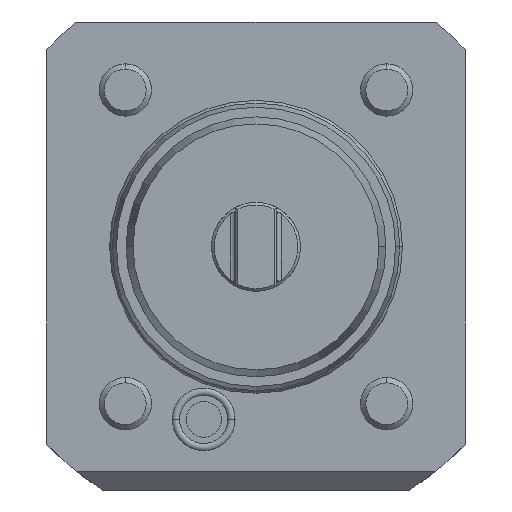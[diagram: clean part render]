
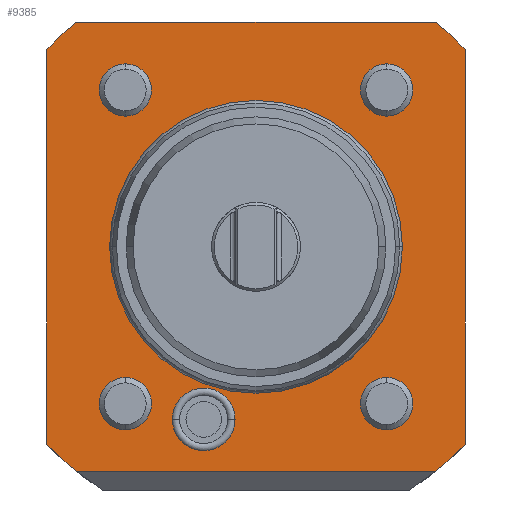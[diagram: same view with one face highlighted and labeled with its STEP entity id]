
A CAD part, front view. The second image highlights one B-rep face of the part: STEP entity #9385.
In plain terms, the highlighted planar face has unit normal (0, -1, 0).
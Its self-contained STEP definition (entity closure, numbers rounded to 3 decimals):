
#2991=CARTESIAN_POINT('',(0.,0.,0.));
#2992=DIRECTION('',(0.,-1.,0.));
#2993=DIRECTION('',(-0.727,0.,-0.686));
#2994=AXIS2_PLACEMENT_3D('',#2991,#2992,#2993);
#2996=DIRECTION('',(0.,0.,-1.));
#2997=VECTOR('',#2996,75.498);
#2998=CARTESIAN_POINT('',(-40.,0.,37.749));
#2999=LINE('',#2998,#2997);
#3000=CARTESIAN_POINT('',(0.,0.,0.));
#3001=DIRECTION('',(0.,-1.,0.));
#3002=DIRECTION('',(-0.624,0.,0.782));
#3003=AXIS2_PLACEMENT_3D('',#3000,#3001,#3002);
#3005=DIRECTION('',(-1.,0.,0.));
#3006=VECTOR('',#3005,68.586);
#3007=CARTESIAN_POINT('',(34.293,0.,43.));
#3008=LINE('',#3007,#3006);
#3009=CARTESIAN_POINT('',(0.,0.,0.));
#3010=DIRECTION('',(0.,-1.,0.));
#3011=DIRECTION('',(0.727,0.,0.686));
#3012=AXIS2_PLACEMENT_3D('',#3009,#3010,#3011);
#3014=DIRECTION('',(0.,0.,1.));
#3015=VECTOR('',#3014,75.498);
#3016=CARTESIAN_POINT('',(40.,0.,-37.749));
#3017=LINE('',#3016,#3015);
#3018=CARTESIAN_POINT('',(0.,0.,0.));
#3019=DIRECTION('',(0.,-1.,0.));
#3020=DIRECTION('',(0.625,0.,-0.781));
#3021=AXIS2_PLACEMENT_3D('',#3018,#3019,#3020);
#3029=DIRECTION('',(1.,0.,0.));
#3030=VECTOR('',#3029,68.74);
#3031=CARTESIAN_POINT('',(-34.37,0.,
-42.938));
#3032=LINE('',#3031,#3030);
#3044=CARTESIAN_POINT('',(-10.,0.,-33.));
#3045=DIRECTION('',(0.,1.,0.));
#3046=DIRECTION('',(-1.,0.,0.));
#3047=AXIS2_PLACEMENT_3D('',#3044,#3045,#3046);
#3069=CARTESIAN_POINT('',(-10.,0.,-33.));
#3070=DIRECTION('',(0.,1.,0.));
#3071=DIRECTION('',(1.,0.,0.));
#3072=AXIS2_PLACEMENT_3D('',#3069,#3070,#3071);
#3097=CARTESIAN_POINT('',(0.,0.,0.));
#3098=DIRECTION('',(0.,1.,0.));
#3099=DIRECTION('',(0.,0.,-1.));
#3100=AXIS2_PLACEMENT_3D('',#3097,#3098,#3099);
#3102=CARTESIAN_POINT('',(0.,0.,0.));
#3103=DIRECTION('',(0.,1.,0.));
#3104=DIRECTION('',(0.,0.,1.));
#3105=AXIS2_PLACEMENT_3D('',#3102,#3103,#3104);
#3743=CARTESIAN_POINT('',(25.,0.,30.));
#3744=DIRECTION('',(0.,1.,0.));
#3745=DIRECTION('',(0.,0.,-1.));
#3746=AXIS2_PLACEMENT_3D('',#3743,#3744,#3745);
#3748=CARTESIAN_POINT('',(25.,0.,30.));
#3749=DIRECTION('',(0.,1.,0.));
#3750=DIRECTION('',(0.,0.,1.));
#3751=AXIS2_PLACEMENT_3D('',#3748,#3749,#3750);
#3789=CARTESIAN_POINT('',(25.,0.,-30.));
#3790=DIRECTION('',(0.,1.,0.));
#3791=DIRECTION('',(0.,0.,-1.));
#3792=AXIS2_PLACEMENT_3D('',#3789,#3790,#3791);
#3794=CARTESIAN_POINT('',(25.,0.,-30.));
#3795=DIRECTION('',(0.,1.,0.));
#3796=DIRECTION('',(0.,0.,1.));
#3797=AXIS2_PLACEMENT_3D('',#3794,#3795,#3796);
#3835=CARTESIAN_POINT('',(-25.,0.,30.));
#3836=DIRECTION('',(0.,1.,0.));
#3837=DIRECTION('',(0.,0.,-1.));
#3838=AXIS2_PLACEMENT_3D('',#3835,#3836,#3837);
#3840=CARTESIAN_POINT('',(-25.,0.,30.));
#3841=DIRECTION('',(0.,1.,0.));
#3842=DIRECTION('',(0.,0.,1.));
#3843=AXIS2_PLACEMENT_3D('',#3840,#3841,#3842);
#3881=CARTESIAN_POINT('',(-25.,0.,-30.));
#3882=DIRECTION('',(0.,1.,0.));
#3883=DIRECTION('',(0.,0.,-1.));
#3884=AXIS2_PLACEMENT_3D('',#3881,#3882,#3883);
#3886=CARTESIAN_POINT('',(-25.,0.,-30.));
#3887=DIRECTION('',(0.,1.,0.));
#3888=DIRECTION('',(0.,0.,1.));
#3889=AXIS2_PLACEMENT_3D('',#3886,#3887,#3888);
#6373=CARTESIAN_POINT('',(40.,0.,-37.749));
#6374=CARTESIAN_POINT('',(40.,0.,37.749));
#6375=VERTEX_POINT('',#6373);
#6376=VERTEX_POINT('',#6374);
#6377=CARTESIAN_POINT('',(34.293,0.,43.));
#6378=VERTEX_POINT('',#6377);
#6379=CARTESIAN_POINT('',(-34.293,0.,43.));
#6380=VERTEX_POINT('',#6379);
#6381=CARTESIAN_POINT('',(-40.,0.,37.749));
#6382=VERTEX_POINT('',#6381);
#6383=CARTESIAN_POINT('',(-40.,0.,-37.749));
#6384=VERTEX_POINT('',#6383);
#6401=CARTESIAN_POINT('',(34.37,0.,-42.938));
#6402=VERTEX_POINT('',#6401);
#6403=CARTESIAN_POINT('',(-34.37,0.,-42.938));
#6404=VERTEX_POINT('',#6403);
#6413=CARTESIAN_POINT('',(0.,0.,-27.353));
#6414=CARTESIAN_POINT('',(0.,0.,27.353));
#6415=VERTEX_POINT('',#6413);
#6416=VERTEX_POINT('',#6414);
#6483=CARTESIAN_POINT('',(-15.993,0.,-33.));
#6484=CARTESIAN_POINT('',(-4.007,0.,-33.));
#6485=VERTEX_POINT('',#6483);
#6486=VERTEX_POINT('',#6484);
#6487=CARTESIAN_POINT('',(-25.,0.,25.));
#6488=CARTESIAN_POINT('',(-25.,0.,35.));
#6489=VERTEX_POINT('',#6487);
#6490=VERTEX_POINT('',#6488);
#6491=CARTESIAN_POINT('',(25.,0.,25.));
#6492=CARTESIAN_POINT('',(25.,0.,35.));
#6493=VERTEX_POINT('',#6491);
#6494=VERTEX_POINT('',#6492);
#6495=CARTESIAN_POINT('',(25.,0.,-35.));
#6496=CARTESIAN_POINT('',(25.,0.,-25.));
#6497=VERTEX_POINT('',#6495);
#6498=VERTEX_POINT('',#6496);
#6499=CARTESIAN_POINT('',(-25.,0.,-35.));
#6500=CARTESIAN_POINT('',(-25.,0.,-25.));
#6501=VERTEX_POINT('',#6499);
#6502=VERTEX_POINT('',#6500);
#9333=CARTESIAN_POINT('',(0.,0.,0.));
#9334=DIRECTION('',(0.,-1.,0.));
#9335=DIRECTION('',(-1.,0.,0.));
#9336=AXIS2_PLACEMENT_3D('',#9333,#9334,#9335);
#9337=PLANE('',#9336);
#9339=ORIENTED_EDGE('',*,*,#9338,.F.);
#9340=ORIENTED_EDGE('',*,*,#9326,.F.);
#9341=ORIENTED_EDGE('',*,*,#9313,.F.);
#9342=ORIENTED_EDGE('',*,*,#9299,.F.);
#9343=ORIENTED_EDGE('',*,*,#9285,.F.);
#9344=ORIENTED_EDGE('',*,*,#9271,.F.);
#9345=ORIENTED_EDGE('',*,*,#9257,.F.);
#9346=ORIENTED_EDGE('',*,*,#9243,.F.);
#9347=EDGE_LOOP('',(#9339,#9340,#9341,#9342,#9343,#9344,#9345,#9346));
#9348=FACE_OUTER_BOUND('',#9347,.F.);
#9350=ORIENTED_EDGE('',*,*,#9349,.F.);
#9352=ORIENTED_EDGE('',*,*,#9351,.F.);
#9353=EDGE_LOOP('',(#9350,#9352));
#9354=FACE_BOUND('',#9353,.F.);
#9356=ORIENTED_EDGE('',*,*,#9355,.F.);
#9358=ORIENTED_EDGE('',*,*,#9357,.F.);
#9359=EDGE_LOOP('',(#9356,#9358));
#9360=FACE_BOUND('',#9359,.F.);
#9362=ORIENTED_EDGE('',*,*,#9361,.F.);
#9364=ORIENTED_EDGE('',*,*,#9363,.F.);
#9365=EDGE_LOOP('',(#9362,#9364));
#9366=FACE_BOUND('',#9365,.F.);
#9368=ORIENTED_EDGE('',*,*,#9367,.F.);
#9370=ORIENTED_EDGE('',*,*,#9369,.F.);
#9371=EDGE_LOOP('',(#9368,#9370));
#9372=FACE_BOUND('',#9371,.F.);
#9374=ORIENTED_EDGE('',*,*,#9373,.F.);
#9376=ORIENTED_EDGE('',*,*,#9375,.F.);
#9377=EDGE_LOOP('',(#9374,#9376));
#9378=FACE_BOUND('',#9377,.F.);
#9380=ORIENTED_EDGE('',*,*,#9379,.F.);
#9382=ORIENTED_EDGE('',*,*,#9381,.F.);
#9383=EDGE_LOOP('',(#9380,#9382));
#9384=FACE_BOUND('',#9383,.F.);
#2995=CIRCLE('',#2994,55.);
#3004=CIRCLE('',#3003,55.);
#3013=CIRCLE('',#3012,55.);
#3022=CIRCLE('',#3021,55.);
#3048=CIRCLE('',#3047,5.993);
#3073=CIRCLE('',#3072,5.993);
#3101=CIRCLE('',#3100,27.353);
#3106=CIRCLE('',#3105,27.353);
#3747=CIRCLE('',#3746,5.);
#3752=CIRCLE('',#3751,5.);
#3793=CIRCLE('',#3792,5.);
#3798=CIRCLE('',#3797,5.);
#3839=CIRCLE('',#3838,5.);
#3844=CIRCLE('',#3843,5.);
#3885=CIRCLE('',#3884,5.);
#3890=CIRCLE('',#3889,5.);
#9243=EDGE_CURVE('',#6402,#6375,#3022,.T.);
#9257=EDGE_CURVE('',#6375,#6376,#3017,.T.);
#9271=EDGE_CURVE('',#6376,#6378,#3013,.T.);
#9285=EDGE_CURVE('',#6378,#6380,#3008,.T.);
#9299=EDGE_CURVE('',#6380,#6382,#3004,.T.);
#9313=EDGE_CURVE('',#6382,#6384,#2999,.T.);
#9326=EDGE_CURVE('',#6384,#6404,#2995,.T.);
#9338=EDGE_CURVE('',#6404,#6402,#3032,.T.);
#9349=EDGE_CURVE('',#6485,#6486,#3048,.T.);
#9351=EDGE_CURVE('',#6486,#6485,#3073,.T.);
#9355=EDGE_CURVE('',#6415,#6416,#3101,.T.);
#9357=EDGE_CURVE('',#6416,#6415,#3106,.T.);
#9361=EDGE_CURVE('',#6493,#6494,#3747,.T.);
#9363=EDGE_CURVE('',#6494,#6493,#3752,.T.);
#9367=EDGE_CURVE('',#6497,#6498,#3793,.T.);
#9369=EDGE_CURVE('',#6498,#6497,#3798,.T.);
#9373=EDGE_CURVE('',#6489,#6490,#3839,.T.);
#9375=EDGE_CURVE('',#6490,#6489,#3844,.T.);
#9379=EDGE_CURVE('',#6501,#6502,#3885,.T.);
#9381=EDGE_CURVE('',#6502,#6501,#3890,.T.);
#9385=ADVANCED_FACE('',(#9348,#9354,#9360,#9366,#9372,#9378,#9384),#9337,.T.);
